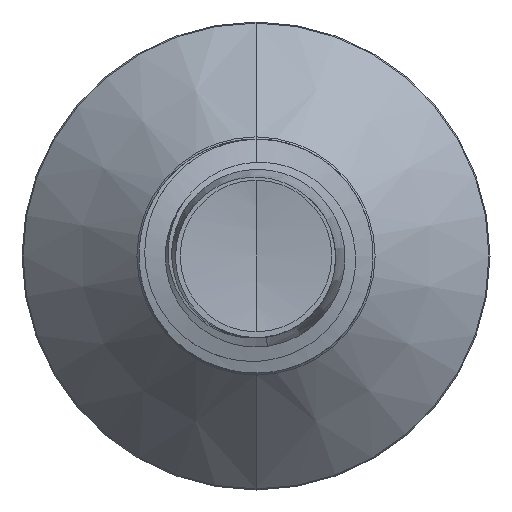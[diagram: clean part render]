
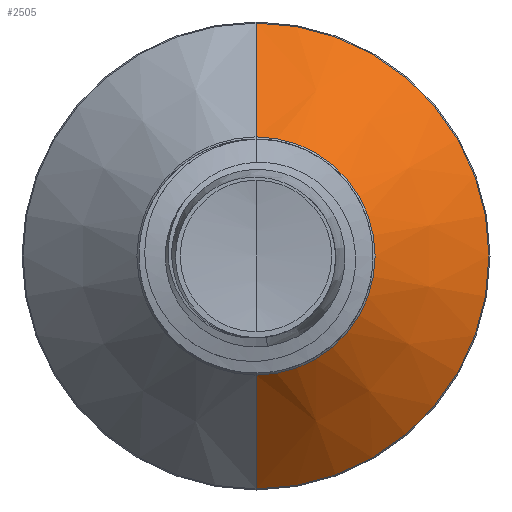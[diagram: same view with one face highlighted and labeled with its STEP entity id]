
A CAD part, front view. The second image highlights one B-rep face of the part: STEP entity #2505.
In plain terms, the highlighted conical face has half-angle 45 degrees and reference radius 1.782 mm.
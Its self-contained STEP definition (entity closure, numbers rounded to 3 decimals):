
#292 = LINE ( 'NONE', #3920, #1263 ) ;
#356 = EDGE_CURVE ( 'NONE', #2888, #9703, #2656, .T. ) ;
#771 = DIRECTION ( 'NONE',  ( 0., 0., 1. ) ) ;
#989 = CIRCLE ( 'NONE', #11830, 3.485 ) ;
#1263 = VECTOR ( 'NONE', #10622, 1000. ) ;
#1570 = CONICAL_SURFACE ( 'NONE', #7633, 1.782, 0.785 ) ;
#1613 = CIRCLE ( 'NONE', #9489, 1.782 ) ;
#1895 = DIRECTION ( 'NONE',  ( 0., 0., 1. ) ) ;
#2505 = ADVANCED_FACE ( 'NONE', ( #13837 ), #1570, .T. ) ;
#2513 = VECTOR ( 'NONE', #4146, 1000. ) ;
#2656 = LINE ( 'NONE', #7556, #2513 ) ;
#2888 = VERTEX_POINT ( 'NONE', #7972 ) ;
#3374 = VERTEX_POINT ( 'NONE', #8265 ) ;
#3920 = CARTESIAN_POINT ( 'NONE',  ( 0., 5.132, 1.782 ) ) ;
#4146 = DIRECTION ( 'NONE',  ( 0., 0.707, -0.707 ) ) ;
#4171 = CARTESIAN_POINT ( 'NONE',  ( 0., 5.132, 1.782 ) ) ;
#4284 = CARTESIAN_POINT ( 'NONE',  ( 0., 5.132, 0. ) ) ;
#4524 = EDGE_CURVE ( 'NONE', #3374, #9703, #989, .T. ) ;
#4952 = DIRECTION ( 'NONE',  ( 0., 1., 0. ) ) ;
#6507 = EDGE_LOOP ( 'NONE', ( #11629, #11702, #9720, #9816 ) ) ;
#7556 = CARTESIAN_POINT ( 'NONE',  ( 0., 5.132, -1.782 ) ) ;
#7633 = AXIS2_PLACEMENT_3D ( 'NONE', #4284, #14296, #1895 ) ;
#7702 = DIRECTION ( 'NONE',  ( 0., 1., 0. ) ) ;
#7972 = CARTESIAN_POINT ( 'NONE',  ( 0., 5.132, -1.782 ) ) ;
#7996 = EDGE_CURVE ( 'NONE', #10439, #2888, #1613, .T. ) ;
#8265 = CARTESIAN_POINT ( 'NONE',  ( 0., 6.835, 3.485 ) ) ;
#8879 = EDGE_CURVE ( 'NONE', #10439, #3374, #292, .T. ) ;
#9489 = AXIS2_PLACEMENT_3D ( 'NONE', #14310, #7702, #771 ) ;
#9703 = VERTEX_POINT ( 'NONE', #14071 ) ;
#9720 = ORIENTED_EDGE ( 'NONE', *, *, #4524, .F. ) ;
#9816 = ORIENTED_EDGE ( 'NONE', *, *, #8879, .F. ) ;
#10439 = VERTEX_POINT ( 'NONE', #4171 ) ;
#10622 = DIRECTION ( 'NONE',  ( 0., 0.707, 0.707 ) ) ;
#11598 = CARTESIAN_POINT ( 'NONE',  ( 0., 6.835, 0. ) ) ;
#11629 = ORIENTED_EDGE ( 'NONE', *, *, #7996, .T. ) ;
#11702 = ORIENTED_EDGE ( 'NONE', *, *, #356, .T. ) ;
#11830 = AXIS2_PLACEMENT_3D ( 'NONE', #11598, #4952, #12710 ) ;
#12710 = DIRECTION ( 'NONE',  ( 0., 0., 1. ) ) ;
#13837 = FACE_OUTER_BOUND ( 'NONE', #6507, .T. ) ;
#14071 = CARTESIAN_POINT ( 'NONE',  ( 0., 6.835, -3.485 ) ) ;
#14296 = DIRECTION ( 'NONE',  ( 0., 1., 0. ) ) ;
#14310 = CARTESIAN_POINT ( 'NONE',  ( 0., 5.132, 0. ) ) ;
